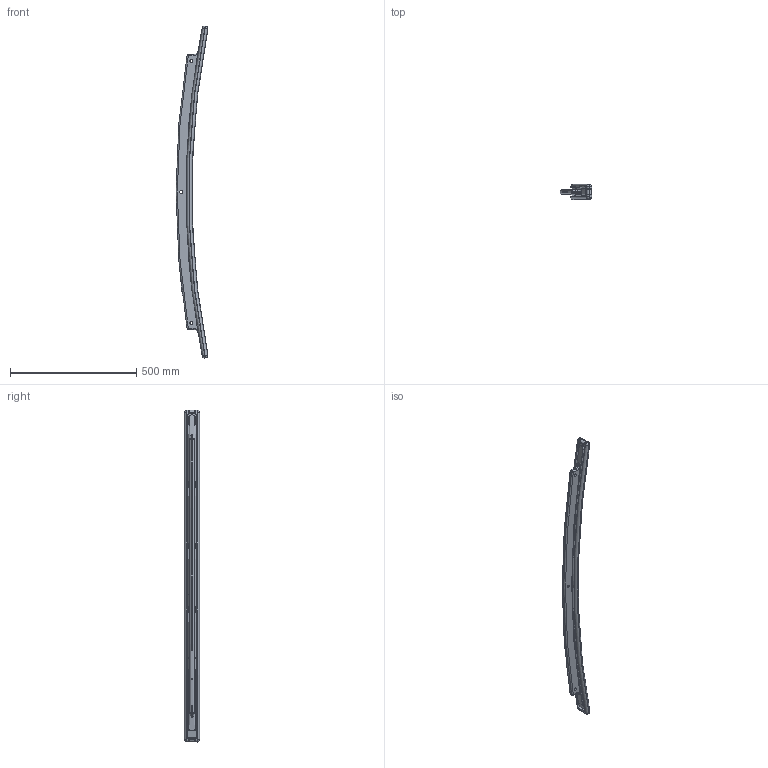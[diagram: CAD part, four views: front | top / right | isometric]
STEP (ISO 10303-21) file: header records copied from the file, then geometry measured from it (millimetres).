
FILE_DESCRIPTION(/* description */ (''),/* implementation_level */ '2;1');
FILE_NAME(/* name */ 'Корпус.stp',/* time_stamp */ '2019-11-26T12:18:45+03:00',/* author */ ('IGN'),/* organization */ (''),/* preprocessor_version */ 'ST-DEVELOPER v15.2',/* originating_system */ 'Autodesk Inventor 2014',/* authorisation */ '');
FILE_SCHEMA (('AUTOMOTIVE_DESIGN { 1 0 10303 214 3 1 1 }'));
Length unit declared in the file: millimetre
Products named in the file (1): Корпус
Bounding box: 126.49 x 60 x 1317.32 mm (x, y, z)
Volume: 2169839.9 mm3; surface area: 304933.2 mm2
Topology: 1 solids, 1 shells, 171 faces, 418 edges, 246 vertices
Faces by surface type: cylinder 57, bspline 49, plane 28, torus 16, sphere 12, cone 9
Full cylindrical faces by diameter (mm): 3.242 x1, 4.917 x2, 6.4 x2, 9 x2, 12 x3
Entity records: 6016 total; most frequent: CARTESIAN_POINT 2407, ORIENTED_EDGE 784, DIRECTION 667, EDGE_CURVE 392, AXIS2_PLACEMENT_3D 268, VERTEX_POINT 235, EDGE_LOOP 193, ADVANCED_FACE 171
